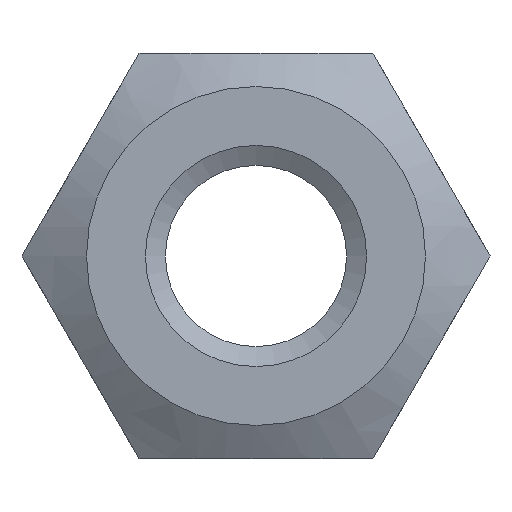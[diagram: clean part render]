
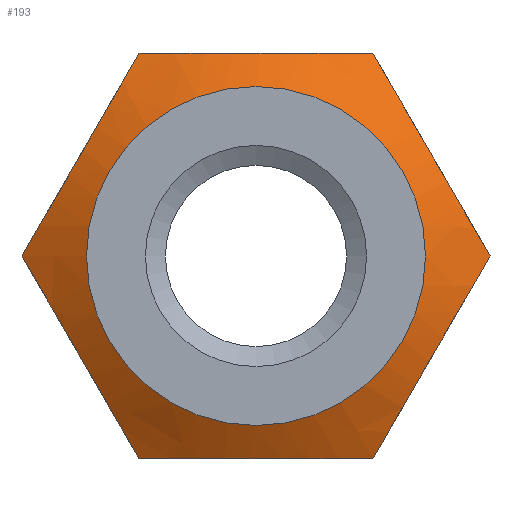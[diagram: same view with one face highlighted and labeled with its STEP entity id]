
A CAD part, left-side view. The second image highlights one B-rep face of the part: STEP entity #193.
In plain terms, the highlighted conical face has half-angle 60 degrees and reference radius 2.738 mm.
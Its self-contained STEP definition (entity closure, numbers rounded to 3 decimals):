
#27=(
BOUNDED_CURVE()
B_SPLINE_CURVE(2,(#289,#290,#291),.UNSPECIFIED.,.F.,.F.)
B_SPLINE_CURVE_WITH_KNOTS((3,3),(0.,0.321),.UNSPECIFIED.)
CURVE()
GEOMETRIC_REPRESENTATION_ITEM()
RATIONAL_B_SPLINE_CURVE((1.,1.155,1.))
REPRESENTATION_ITEM('')
);
#28=(
BOUNDED_CURVE()
B_SPLINE_CURVE(2,(#293,#294,#295),.UNSPECIFIED.,.F.,.F.)
B_SPLINE_CURVE_WITH_KNOTS((3,3),(0.,0.321),.UNSPECIFIED.)
CURVE()
GEOMETRIC_REPRESENTATION_ITEM()
RATIONAL_B_SPLINE_CURVE((1.,1.155,1.))
REPRESENTATION_ITEM('')
);
#29=(
BOUNDED_CURVE()
B_SPLINE_CURVE(2,(#297,#298,#299),.UNSPECIFIED.,.F.,.F.)
B_SPLINE_CURVE_WITH_KNOTS((3,3),(0.,0.321),.UNSPECIFIED.)
CURVE()
GEOMETRIC_REPRESENTATION_ITEM()
RATIONAL_B_SPLINE_CURVE((1.,1.155,1.))
REPRESENTATION_ITEM('')
);
#30=(
BOUNDED_CURVE()
B_SPLINE_CURVE(2,(#301,#302,#303),.UNSPECIFIED.,.F.,.F.)
B_SPLINE_CURVE_WITH_KNOTS((3,3),(0.,0.321),.UNSPECIFIED.)
CURVE()
GEOMETRIC_REPRESENTATION_ITEM()
RATIONAL_B_SPLINE_CURVE((1.,1.155,1.))
REPRESENTATION_ITEM('')
);
#31=(
BOUNDED_CURVE()
B_SPLINE_CURVE(2,(#305,#306,#307),.UNSPECIFIED.,.F.,.F.)
B_SPLINE_CURVE_WITH_KNOTS((3,3),(0.,0.321),.UNSPECIFIED.)
CURVE()
GEOMETRIC_REPRESENTATION_ITEM()
RATIONAL_B_SPLINE_CURVE((1.,1.155,1.))
REPRESENTATION_ITEM('')
);
#32=(
BOUNDED_CURVE()
B_SPLINE_CURVE(2,(#308,#309,#310),.UNSPECIFIED.,.F.,.F.)
B_SPLINE_CURVE_WITH_KNOTS((3,3),(0.,0.321),.UNSPECIFIED.)
CURVE()
GEOMETRIC_REPRESENTATION_ITEM()
RATIONAL_B_SPLINE_CURVE((1.,1.155,1.))
REPRESENTATION_ITEM('')
);
#53=FACE_BOUND('',#79,.T.);
#60=FACE_OUTER_BOUND('',#78,.T.);
#78=EDGE_LOOP('',(#146,#147,#148,#149,#150,#151));
#79=EDGE_LOOP('',(#152));
#91=CIRCLE('',#209,2.3);
#97=VERTEX_POINT('',#278);
#100=VERTEX_POINT('',#287);
#101=VERTEX_POINT('',#288);
#102=VERTEX_POINT('',#292);
#103=VERTEX_POINT('',#296);
#104=VERTEX_POINT('',#300);
#105=VERTEX_POINT('',#304);
#115=EDGE_CURVE('',#97,#97,#91,.T.);
#118=EDGE_CURVE('',#100,#101,#27,.T.);
#119=EDGE_CURVE('',#102,#100,#28,.T.);
#120=EDGE_CURVE('',#103,#102,#29,.T.);
#121=EDGE_CURVE('',#104,#103,#30,.T.);
#122=EDGE_CURVE('',#105,#104,#31,.T.);
#123=EDGE_CURVE('',#101,#105,#32,.T.);
#146=ORIENTED_EDGE('',*,*,#118,.F.);
#147=ORIENTED_EDGE('',*,*,#119,.F.);
#148=ORIENTED_EDGE('',*,*,#120,.F.);
#149=ORIENTED_EDGE('',*,*,#121,.F.);
#150=ORIENTED_EDGE('',*,*,#122,.F.);
#151=ORIENTED_EDGE('',*,*,#123,.F.);
#152=ORIENTED_EDGE('',*,*,#115,.F.);
#186=CONICAL_SURFACE('',#214,2.738,60.);
#193=ADVANCED_FACE('',(#60,#53),#186,.T.);
#209=AXIS2_PLACEMENT_3D('',#279,#236,#237);
#214=AXIS2_PLACEMENT_3D('',#286,#246,#247);
#236=DIRECTION('center_axis',(-1.,0.,0.));
#237=DIRECTION('ref_axis',(0.,1.,0.));
#246=DIRECTION('center_axis',(1.,0.,0.));
#247=DIRECTION('ref_axis',(0.,1.,0.));
#278=CARTESIAN_POINT('',(0.,2.3,0.));
#279=CARTESIAN_POINT('Origin',(0.,0.,0.));
#286=CARTESIAN_POINT('Origin',(0.253,0.,0.));
#287=CARTESIAN_POINT('',(0.505,1.588,2.75));
#288=CARTESIAN_POINT('',(0.505,-1.588,2.75));
#289=CARTESIAN_POINT('Ctrl Pts',(0.505,1.588,2.75));
#290=CARTESIAN_POINT('Ctrl Pts',(0.047,0.,2.75));
#291=CARTESIAN_POINT('Ctrl Pts',(0.505,-1.588,2.75));
#292=CARTESIAN_POINT('',(0.505,3.175,0.));
#293=CARTESIAN_POINT('Ctrl Pts',(0.505,3.175,0.));
#294=CARTESIAN_POINT('Ctrl Pts',(0.047,2.382,1.375));
#295=CARTESIAN_POINT('Ctrl Pts',(0.505,1.588,2.75));
#296=CARTESIAN_POINT('',(0.505,1.588,-2.75));
#297=CARTESIAN_POINT('Ctrl Pts',(0.505,1.588,-2.75));
#298=CARTESIAN_POINT('Ctrl Pts',(0.047,2.382,-1.375));
#299=CARTESIAN_POINT('Ctrl Pts',(0.505,3.175,0.));
#300=CARTESIAN_POINT('',(0.505,-1.588,-2.75));
#301=CARTESIAN_POINT('Ctrl Pts',(0.505,-1.588,-2.75));
#302=CARTESIAN_POINT('Ctrl Pts',(0.047,0.,
-2.75));
#303=CARTESIAN_POINT('Ctrl Pts',(0.505,1.588,-2.75));
#304=CARTESIAN_POINT('',(0.505,-3.175,0.));
#305=CARTESIAN_POINT('Ctrl Pts',(0.505,-3.175,0.));
#306=CARTESIAN_POINT('Ctrl Pts',(0.047,-2.382,-1.375));
#307=CARTESIAN_POINT('Ctrl Pts',(0.505,-1.588,-2.75));
#308=CARTESIAN_POINT('Ctrl Pts',(0.505,-1.588,2.75));
#309=CARTESIAN_POINT('Ctrl Pts',(0.047,-2.382,1.375));
#310=CARTESIAN_POINT('Ctrl Pts',(0.505,-3.175,0.));
